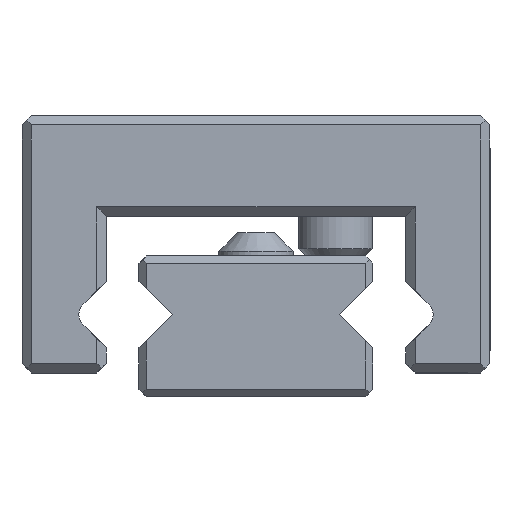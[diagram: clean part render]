
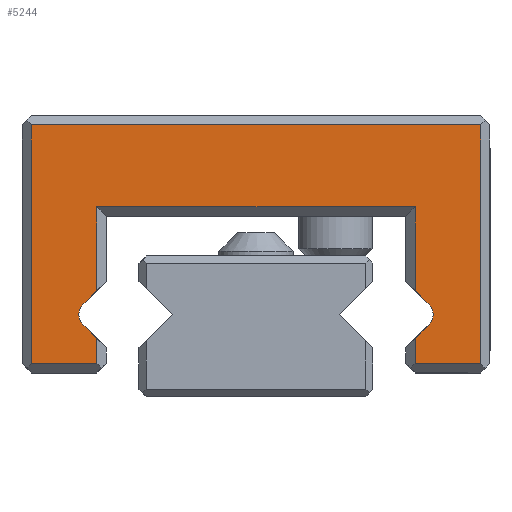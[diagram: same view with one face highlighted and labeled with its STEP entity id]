
A CAD part, left-side view. The second image highlights one B-rep face of the part: STEP entity #5244.
In plain terms, the highlighted planar face has unit normal (-1, 0, 0).
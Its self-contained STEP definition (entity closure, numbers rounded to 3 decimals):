
#4592=FACE_OUTER_BOUND('',#9470,.T.);
#5244=ADVANCED_FACE('',(#4592),#5939,.T.);
#5939=PLANE('',#16943);
#6755=LINE('',#21502,#8167);
#6756=LINE('',#21507,#8168);
#6757=LINE('',#21509,#8169);
#6758=LINE('',#21511,#8170);
#6759=LINE('',#21513,#8171);
#6760=LINE('',#21515,#8172);
#6761=LINE('',#21517,#8173);
#6762=LINE('',#21519,#8174);
#6763=LINE('',#21521,#8175);
#6764=LINE('',#21523,#8176);
#6765=LINE('',#21527,#8177);
#6766=LINE('',#21529,#8178);
#6767=LINE('',#21531,#8179);
#6768=LINE('',#21533,#8180);
#8167=VECTOR('',#17868,1.);
#8168=VECTOR('',#17871,1.);
#8169=VECTOR('',#17872,1.);
#8170=VECTOR('',#17873,1.);
#8171=VECTOR('',#17874,1.);
#8172=VECTOR('',#17875,1.);
#8173=VECTOR('',#17876,1.);
#8174=VECTOR('',#17877,1.);
#8175=VECTOR('',#17878,1.);
#8176=VECTOR('',#17879,1.);
#8177=VECTOR('',#17882,1.);
#8178=VECTOR('',#17883,1.);
#8179=VECTOR('',#17884,1.);
#8180=VECTOR('',#17885,1.);
#9470=EDGE_LOOP('',(#10729,#10730,#10731,#10732,#10733,#10734,#10735,#10736,
#10737,#10738,#10739,#10740,#10741,#10742,#10743,#10744));
#10729=ORIENTED_EDGE('',*,*,#15559,.T.);
#10730=ORIENTED_EDGE('',*,*,#15560,.T.);
#10731=ORIENTED_EDGE('',*,*,#15561,.F.);
#10732=ORIENTED_EDGE('',*,*,#15562,.T.);
#10733=ORIENTED_EDGE('',*,*,#15563,.T.);
#10734=ORIENTED_EDGE('',*,*,#15564,.T.);
#10735=ORIENTED_EDGE('',*,*,#15565,.T.);
#10736=ORIENTED_EDGE('',*,*,#15566,.T.);
#10737=ORIENTED_EDGE('',*,*,#15567,.T.);
#10738=ORIENTED_EDGE('',*,*,#15568,.T.);
#10739=ORIENTED_EDGE('',*,*,#15569,.T.);
#10740=ORIENTED_EDGE('',*,*,#15570,.T.);
#10741=ORIENTED_EDGE('',*,*,#15571,.F.);
#10742=ORIENTED_EDGE('',*,*,#15572,.T.);
#10743=ORIENTED_EDGE('',*,*,#15573,.T.);
#10744=ORIENTED_EDGE('',*,*,#15574,.T.);
#14333=VERTEX_POINT('',#21503);
#14334=VERTEX_POINT('',#21504);
#14335=VERTEX_POINT('',#21506);
#14336=VERTEX_POINT('',#21508);
#14337=VERTEX_POINT('',#21510);
#14338=VERTEX_POINT('',#21512);
#14339=VERTEX_POINT('',#21514);
#14340=VERTEX_POINT('',#21516);
#14341=VERTEX_POINT('',#21518);
#14342=VERTEX_POINT('',#21520);
#14343=VERTEX_POINT('',#21522);
#14344=VERTEX_POINT('',#21524);
#14345=VERTEX_POINT('',#21526);
#14346=VERTEX_POINT('',#21528);
#14347=VERTEX_POINT('',#21530);
#14348=VERTEX_POINT('',#21532);
#15559=EDGE_CURVE('',#14333,#14334,#6755,.T.);
#15560=EDGE_CURVE('',#14334,#14335,#16881,.T.);
#15561=EDGE_CURVE('',#14336,#14335,#6756,.T.);
#15562=EDGE_CURVE('',#14336,#14337,#6757,.T.);
#15563=EDGE_CURVE('',#14337,#14338,#6758,.T.);
#15564=EDGE_CURVE('',#14338,#14339,#6759,.T.);
#15565=EDGE_CURVE('',#14339,#14340,#6760,.T.);
#15566=EDGE_CURVE('',#14340,#14341,#6761,.T.);
#15567=EDGE_CURVE('',#14341,#14342,#6762,.T.);
#15568=EDGE_CURVE('',#14342,#14343,#6763,.T.);
#15569=EDGE_CURVE('',#14343,#14344,#6764,.T.);
#15570=EDGE_CURVE('',#14344,#14345,#16882,.T.);
#15571=EDGE_CURVE('',#14346,#14345,#6765,.T.);
#15572=EDGE_CURVE('',#14346,#14347,#6766,.T.);
#15573=EDGE_CURVE('',#14347,#14348,#6767,.T.);
#15574=EDGE_CURVE('',#14348,#14333,#6768,.T.);
#16881=CIRCLE('',#16941,0.3);
#16882=CIRCLE('',#16942,0.3);
#16941=AXIS2_PLACEMENT_3D('',#21505,#17869,#17870);
#16942=AXIS2_PLACEMENT_3D('',#21525,#17880,#17881);
#16943=AXIS2_PLACEMENT_3D('',#21534,#17886,#17887);
#17868=DIRECTION('',(0.,-0.707,-0.707));
#17869=DIRECTION('',(1.,0.,0.));
#17870=DIRECTION('',(0.,0.,-1.));
#17871=DIRECTION('',(0.,-0.707,0.707));
#17872=DIRECTION('',(0.,0.,-1.));
#17873=DIRECTION('',(0.,-1.,0.));
#17874=DIRECTION('',(0.,0.,1.));
#17875=DIRECTION('',(0.,1.,0.));
#17876=DIRECTION('',(0.,0.,-1.));
#17877=DIRECTION('',(0.,-1.,0.));
#17878=DIRECTION('',(0.,0.,1.));
#17879=DIRECTION('',(0.,0.707,0.707));
#17880=DIRECTION('',(1.,0.,0.));
#17881=DIRECTION('',(0.,0.,-1.));
#17882=DIRECTION('',(0.,0.707,-0.707));
#17883=DIRECTION('',(0.,0.,1.));
#17884=DIRECTION('',(0.,-1.,0.));
#17885=DIRECTION('',(0.,0.,-1.));
#17886=DIRECTION('',(-1.,0.,0.));
#17887=DIRECTION('',(0.,0.,1.));
#21502=CARTESIAN_POINT('',(15.,10.965,-10.055));
#21503=CARTESIAN_POINT('',(15.,10.765,-10.255));
#21504=CARTESIAN_POINT('',(15.,10.467,-10.554));
#21505=CARTESIAN_POINT('',(15.,10.679,-10.766));
#21506=CARTESIAN_POINT('',(15.,10.467,-10.978));
#21507=CARTESIAN_POINT('',(15.,10.965,-11.476));
#21508=CARTESIAN_POINT('',(15.,10.765,-11.276));
#21509=CARTESIAN_POINT('',(15.,10.765,-11.816));
#21510=CARTESIAN_POINT('',(15.,10.765,-11.816));
#21511=CARTESIAN_POINT('',(15.,14.165,-11.816));
#21512=CARTESIAN_POINT('',(15.,9.365,-11.816));
#21513=CARTESIAN_POINT('',(15.,9.365,-12.016));
#21514=CARTESIAN_POINT('',(15.,9.365,-6.716));
#21515=CARTESIAN_POINT('',(15.,14.165,-6.716));
#21516=CARTESIAN_POINT('',(15.,18.965,-6.716));
#21517=CARTESIAN_POINT('',(15.,18.965,-12.016));
#21518=CARTESIAN_POINT('',(15.,18.965,-11.816));
#21519=CARTESIAN_POINT('',(15.,14.165,-11.816));
#21520=CARTESIAN_POINT('',(15.,17.565,-11.816));
#21521=CARTESIAN_POINT('',(15.,17.565,-8.666));
#21522=CARTESIAN_POINT('',(15.,17.565,-11.276));
#21523=CARTESIAN_POINT('',(15.,17.365,-11.476));
#21524=CARTESIAN_POINT('',(15.,17.864,-10.978));
#21525=CARTESIAN_POINT('',(15.,17.652,-10.766));
#21526=CARTESIAN_POINT('',(15.,17.864,-10.554));
#21527=CARTESIAN_POINT('',(15.,17.365,-10.055));
#21528=CARTESIAN_POINT('',(15.,17.565,-10.255));
#21529=CARTESIAN_POINT('',(15.,17.565,-8.666));
#21530=CARTESIAN_POINT('',(15.,17.565,-8.466));
#21531=CARTESIAN_POINT('',(15.,10.965,-8.466));
#21532=CARTESIAN_POINT('',(15.,10.765,-8.466));
#21533=CARTESIAN_POINT('',(15.,10.765,-11.816));
#21534=CARTESIAN_POINT('',(15.,14.165,-12.016));
